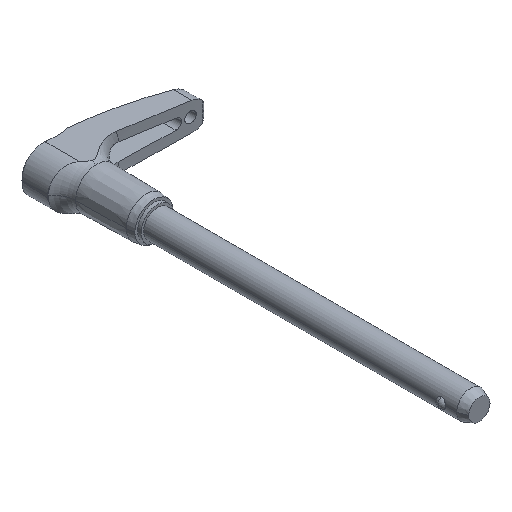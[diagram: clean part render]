
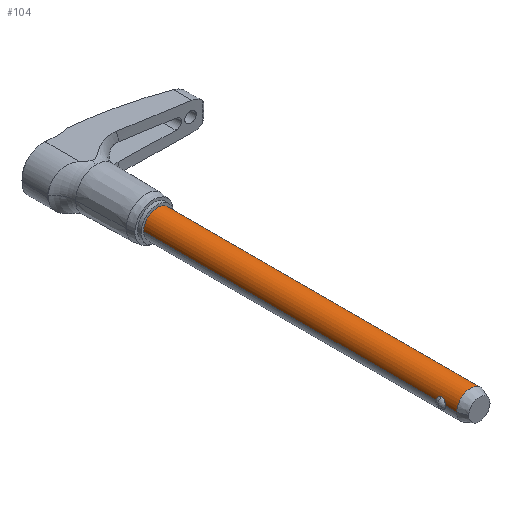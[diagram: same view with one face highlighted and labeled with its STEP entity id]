
A CAD part, isometric view. The second image highlights one B-rep face of the part: STEP entity #104.
In plain terms, the highlighted cylindrical face has radius 3.969 mm (diameter 7.938 mm), a partial arc.
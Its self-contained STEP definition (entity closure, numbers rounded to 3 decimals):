
#104=ADVANCED_FACE('',(#251),#252,.T.);
#251=FACE_OUTER_BOUND('',#443,.T.);
#252=CYLINDRICAL_SURFACE('',#444,3.969);
#443=EDGE_LOOP('',(#694,#695,#696,#697,#698,#699,#700,#701,#702,#703));
#444=AXIS2_PLACEMENT_3D('',#704,#705,#706);
#694=ORIENTED_EDGE('',*,*,#1205,.T.);
#695=ORIENTED_EDGE('',*,*,#1206,.T.);
#696=ORIENTED_EDGE('',*,*,#1207,.T.);
#697=ORIENTED_EDGE('',*,*,#1208,.T.);
#698=ORIENTED_EDGE('',*,*,#1209,.F.);
#699=ORIENTED_EDGE('',*,*,#1210,.T.);
#700=ORIENTED_EDGE('',*,*,#1211,.T.);
#701=ORIENTED_EDGE('',*,*,#1212,.T.);
#702=ORIENTED_EDGE('',*,*,#1213,.T.);
#703=ORIENTED_EDGE('',*,*,#1214,.T.);
#704=CARTESIAN_POINT('',(0.0,-46.101,0.0));
#705=DIRECTION('',(-0.0,1.0,0.0));
#706=DIRECTION('',(1.0,0.0,0.0));
#1205=EDGE_CURVE('',#1460,#1461,#1462,.T.);
#1206=EDGE_CURVE('',#1461,#1463,#1464,.T.);
#1207=EDGE_CURVE('',#1463,#1465,#1466,.T.);
#1208=EDGE_CURVE('',#1465,#1467,#1468,.T.);
#1209=EDGE_CURVE('',#1469,#1467,#1470,.T.);
#1210=EDGE_CURVE('',#1469,#1471,#1472,.T.);
#1211=EDGE_CURVE('',#1471,#1473,#1474,.T.);
#1212=EDGE_CURVE('',#1473,#1475,#1476,.T.);
#1213=EDGE_CURVE('',#1475,#1477,#1478,.T.);
#1214=EDGE_CURVE('',#1477,#1460,#1479,.T.);
#1460=VERTEX_POINT('',#2020);
#1461=VERTEX_POINT('',#2021);
#1462=LINE('',#2022,#2023);
#1463=VERTEX_POINT('',#2024);
#1464=B_SPLINE_CURVE_WITH_KNOTS('',3,(#2025,#2026,#2027,#2028,#2029,#2030,#2031,#2032,#2033,#2034,#2035,#2036,#2037,#2038),.UNSPECIFIED.,.F.,.F.,(4,2,2,2,2,2,4),(2.084,2.453,2.822,3.04,3.257,3.712,4.167),.UNSPECIFIED.);
#1465=VERTEX_POINT('',#2039);
#1466=B_SPLINE_CURVE_WITH_KNOTS('',3,(#2040,#2041,#2042,#2043,#2044,#2045,#2046,#2047,#2048,#2049,#2050,#2051,#2052,#2053),.UNSPECIFIED.,.F.,.F.,(4,2,2,2,2,2,4),(4.167,4.622,5.077,5.295,5.513,5.882,6.251),.UNSPECIFIED.);
#1467=VERTEX_POINT('',#2054);
#1468=LINE('',#2055,#2056);
#1469=VERTEX_POINT('',#2057);
#1470=CIRCLE('',#2058,3.969);
#1471=VERTEX_POINT('',#2059);
#1472=LINE('',#2060,#2061);
#1473=VERTEX_POINT('',#2062);
#1474=B_SPLINE_CURVE_WITH_KNOTS('',3,(#2063,#2064,#2065,#2066,#2067,#2068,#2069,#2070,#2071,#2072,#2073,#2074,#2075,#2076),.UNSPECIFIED.,.F.,.F.,(4,2,2,2,2,2,4),(6.251,6.62,6.989,7.207,7.425,7.88,8.335),.UNSPECIFIED.);
#1475=VERTEX_POINT('',#2077);
#1476=B_SPLINE_CURVE_WITH_KNOTS('',3,(#2078,#2079,#2080,#2081,#2082,#2083,#2084,#2085,#2086,#2087,#2088,#2089,#2090,#2091),.UNSPECIFIED.,.F.,.F.,(4,2,2,2,2,2,4),(0.0,0.455,0.91,1.128,1.345,1.715,2.084),.UNSPECIFIED.);
#1477=VERTEX_POINT('',#2092);
#1478=LINE('',#2093,#2094);
#1479=CIRCLE('',#2095,3.969);
#2020=CARTESIAN_POINT('',(3.969,-89.687,0.0));
#2021=CARTESIAN_POINT('',(3.969,-86.467,0.));
#2022=CARTESIAN_POINT('',(3.969,-46.101,0.));
#2023=VECTOR('',#3039,1.0);
#2024=CARTESIAN_POINT('',(3.7,-85.143,1.435));
#2025=CARTESIAN_POINT('',(3.969,-86.467,0.0));
#2026=CARTESIAN_POINT('',(3.969,-86.467,0.123));
#2027=CARTESIAN_POINT('',(3.963,-86.452,0.257));
#2028=CARTESIAN_POINT('',(3.937,-86.388,0.514));
#2029=CARTESIAN_POINT('',(3.919,-86.338,0.638));
#2030=CARTESIAN_POINT('',(3.886,-86.246,0.807));
#2031=CARTESIAN_POINT('',(3.872,-86.203,0.873));
#2032=CARTESIAN_POINT('',(3.842,-86.107,0.996));
#2033=CARTESIAN_POINT('',(3.827,-86.054,1.053));
#2034=CARTESIAN_POINT('',(3.784,-85.891,1.201));
#2035=CARTESIAN_POINT('',(3.754,-85.754,1.289));
#2036=CARTESIAN_POINT('',(3.712,-85.456,1.406));
#2037=CARTESIAN_POINT('',(3.7,-85.295,1.435));
#2038=CARTESIAN_POINT('',(3.7,-85.143,1.435));
#2039=CARTESIAN_POINT('',(3.969,-83.82,0.));
#2040=CARTESIAN_POINT('',(3.7,-85.143,1.435));
#2041=CARTESIAN_POINT('',(3.7,-84.992,1.435));
#2042=CARTESIAN_POINT('',(3.712,-84.83,1.406));
#2043=CARTESIAN_POINT('',(3.754,-84.532,1.289));
#2044=CARTESIAN_POINT('',(3.784,-84.396,1.201));
#2045=CARTESIAN_POINT('',(3.827,-84.233,1.053));
#2046=CARTESIAN_POINT('',(3.842,-84.18,0.996));
#2047=CARTESIAN_POINT('',(3.872,-84.084,0.873));
#2048=CARTESIAN_POINT('',(3.886,-84.041,0.807));
#2049=CARTESIAN_POINT('',(3.919,-83.948,0.638));
#2050=CARTESIAN_POINT('',(3.937,-83.899,0.514));
#2051=CARTESIAN_POINT('',(3.963,-83.835,0.257));
#2052=CARTESIAN_POINT('',(3.969,-83.82,0.123));
#2053=CARTESIAN_POINT('',(3.969,-83.82,0.));
#2054=CARTESIAN_POINT('',(3.969,0.0,0.0));
#2055=CARTESIAN_POINT('',(3.969,-46.101,0.));
#2056=VECTOR('',#3040,1.0);
#2057=CARTESIAN_POINT('',(-3.969,0.0,0.));
#2058=AXIS2_PLACEMENT_3D('',#3041,#3042,#3043);
#2059=CARTESIAN_POINT('',(-3.969,-83.82,0.));
#2060=CARTESIAN_POINT('',(-3.969,-46.101,0.));
#2061=VECTOR('',#3044,1.0);
#2062=CARTESIAN_POINT('',(-3.7,-85.143,1.435));
#2063=CARTESIAN_POINT('',(-3.969,-83.82,0.));
#2064=CARTESIAN_POINT('',(-3.969,-83.82,0.123));
#2065=CARTESIAN_POINT('',(-3.963,-83.835,0.257));
#2066=CARTESIAN_POINT('',(-3.937,-83.899,0.514));
#2067=CARTESIAN_POINT('',(-3.919,-83.948,0.638));
#2068=CARTESIAN_POINT('',(-3.886,-84.041,0.807));
#2069=CARTESIAN_POINT('',(-3.872,-84.084,0.873));
#2070=CARTESIAN_POINT('',(-3.842,-84.18,0.996));
#2071=CARTESIAN_POINT('',(-3.827,-84.233,1.053));
#2072=CARTESIAN_POINT('',(-3.784,-84.396,1.201));
#2073=CARTESIAN_POINT('',(-3.754,-84.532,1.289));
#2074=CARTESIAN_POINT('',(-3.712,-84.83,1.406));
#2075=CARTESIAN_POINT('',(-3.7,-84.992,1.435));
#2076=CARTESIAN_POINT('',(-3.7,-85.143,1.435));
#2077=CARTESIAN_POINT('',(-3.969,-86.467,0.));
#2078=CARTESIAN_POINT('',(-3.7,-85.143,1.435));
#2079=CARTESIAN_POINT('',(-3.7,-85.295,1.435));
#2080=CARTESIAN_POINT('',(-3.712,-85.456,1.406));
#2081=CARTESIAN_POINT('',(-3.754,-85.754,1.289));
#2082=CARTESIAN_POINT('',(-3.784,-85.891,1.201));
#2083=CARTESIAN_POINT('',(-3.827,-86.054,1.053));
#2084=CARTESIAN_POINT('',(-3.842,-86.107,0.996));
#2085=CARTESIAN_POINT('',(-3.872,-86.203,0.873));
#2086=CARTESIAN_POINT('',(-3.886,-86.246,0.807));
#2087=CARTESIAN_POINT('',(-3.919,-86.338,0.638));
#2088=CARTESIAN_POINT('',(-3.937,-86.388,0.514));
#2089=CARTESIAN_POINT('',(-3.963,-86.452,0.257));
#2090=CARTESIAN_POINT('',(-3.969,-86.467,0.123));
#2091=CARTESIAN_POINT('',(-3.969,-86.467,0.));
#2092=CARTESIAN_POINT('',(-3.969,-89.687,0.));
#2093=CARTESIAN_POINT('',(-3.969,-46.101,0.));
#2094=VECTOR('',#3045,1.0);
#2095=AXIS2_PLACEMENT_3D('',#3046,#3047,#3048);
#3039=DIRECTION('',(0.0,1.0,0.0));
#3040=DIRECTION('',(0.0,1.0,0.0));
#3041=CARTESIAN_POINT('',(0.0,0.0,0.0));
#3042=DIRECTION('',(-0.0,1.0,0.0));
#3043=DIRECTION('',(1.0,0.0,0.0));
#3044=DIRECTION('',(-0.0,-1.0,-0.0));
#3045=DIRECTION('',(-0.0,-1.0,-0.0));
#3046=CARTESIAN_POINT('',(0.0,-89.687,0.0));
#3047=DIRECTION('',(0.,1.0,0.0));
#3048=DIRECTION('',(1.0,0.,0.0));
